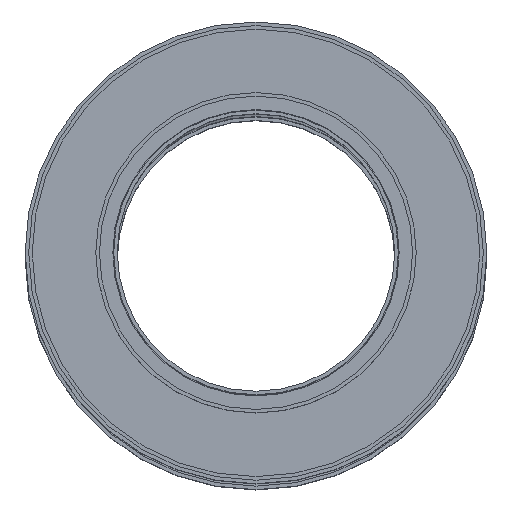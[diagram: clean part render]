
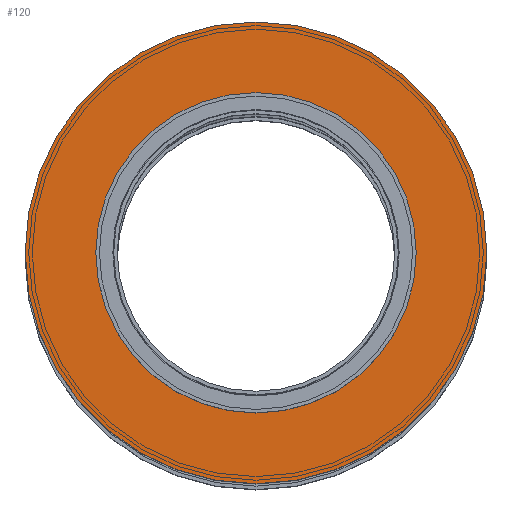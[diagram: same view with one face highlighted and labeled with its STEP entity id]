
A CAD part, top view. The second image highlights one B-rep face of the part: STEP entity #120.
In plain terms, the highlighted planar face has unit normal (0, 0, 1).
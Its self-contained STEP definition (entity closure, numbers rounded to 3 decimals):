
#28 = VERTEX_POINT ( 'NONE', #491 ) ;
#34 = EDGE_CURVE ( 'NONE', #35, #36, #476, .T. ) ;
#35 = VERTEX_POINT ( 'NONE', #471 ) ;
#36 = VERTEX_POINT ( 'NONE', #470 ) ;
#89 = VERTEX_POINT ( 'NONE', #649 ) ;
#90 = EDGE_CURVE ( 'NONE', #89, #28, #648, .T. ) ;
#99 = EDGE_CURVE ( 'NONE', #36, #35, #625, .T. ) ;
#100 = EDGE_LOOP ( 'NONE', ( #101, #102 ) ) ;
#101 = ORIENTED_EDGE ( 'NONE', *, *, #90, .F. ) ;
#102 = ORIENTED_EDGE ( 'NONE', *, *, #117, .F. ) ;
#117 = EDGE_CURVE ( 'NONE', #28, #89, #665, .T. ) ;
#120 = ADVANCED_FACE ( 'NONE', ( #657, #656 ), #655, .T. ) ;
#121 = EDGE_LOOP ( 'NONE', ( #122, #123 ) ) ;
#122 = ORIENTED_EDGE ( 'NONE', *, *, #34, .T. ) ;
#123 = ORIENTED_EDGE ( 'NONE', *, *, #99, .T. ) ;
#470 = CARTESIAN_POINT ( 'NONE',  ( -64.5, 0., 500. ) ) ;
#471 = CARTESIAN_POINT ( 'NONE',  ( 64.5, 0., 500. ) ) ;
#472 = DIRECTION ( 'NONE',  ( 1., 0., 0. ) ) ;
#473 = DIRECTION ( 'NONE',  ( 0., 0., 1. ) ) ;
#474 = CARTESIAN_POINT ( 'NONE',  ( 0., 0., 500. ) ) ;
#475 = AXIS2_PLACEMENT_3D ( 'NONE', #474, #473, #472 ) ;
#476 = CIRCLE ( 'NONE', #475, 64.5 ) ;
#491 = CARTESIAN_POINT ( 'NONE',  ( -44.75, 0., 500. ) ) ;
#622 = DIRECTION ( 'NONE',  ( 0., 0., 1. ) ) ;
#623 = CARTESIAN_POINT ( 'NONE',  ( 0., 0., 500. ) ) ;
#624 = AXIS2_PLACEMENT_3D ( 'NONE', #623, #622, #1337 ) ;
#625 = CIRCLE ( 'NONE', #624, 64.5 ) ;
#644 = DIRECTION ( 'NONE',  ( 1., 0., 0. ) ) ;
#645 = DIRECTION ( 'NONE',  ( 0., 0., 1. ) ) ;
#646 = CARTESIAN_POINT ( 'NONE',  ( 0., 0., 500. ) ) ;
#647 = AXIS2_PLACEMENT_3D ( 'NONE', #646, #645, #644 ) ;
#648 = CIRCLE ( 'NONE', #647, 44.75 ) ;
#649 = CARTESIAN_POINT ( 'NONE',  ( 44.75, 0., 500. ) ) ;
#654 = CARTESIAN_POINT ( 'NONE',  ( 0., 44.75, 500. ) ) ;
#655 = PLANE ( 'NONE',  #713 ) ;
#656 = FACE_BOUND ( 'NONE', #100, .T. ) ;
#657 = FACE_OUTER_BOUND ( 'NONE', #121, .T. ) ;
#658 = DIRECTION ( 'NONE',  ( 1., 0., 0. ) ) ;
#659 = DIRECTION ( 'NONE',  ( 0., 0., 1. ) ) ;
#660 = CARTESIAN_POINT ( 'NONE',  ( 0., 0., 500. ) ) ;
#661 = AXIS2_PLACEMENT_3D ( 'NONE', #660, #659, #658 ) ;
#665 = CIRCLE ( 'NONE', #661, 44.75 ) ;
#711 = DIRECTION ( 'NONE',  ( 1., 0., 0. ) ) ;
#712 = DIRECTION ( 'NONE',  ( 0., 0., 1. ) ) ;
#713 = AXIS2_PLACEMENT_3D ( 'NONE', #654, #712, #711 ) ;
#1337 = DIRECTION ( 'NONE',  ( 1., 0., 0. ) ) ;
